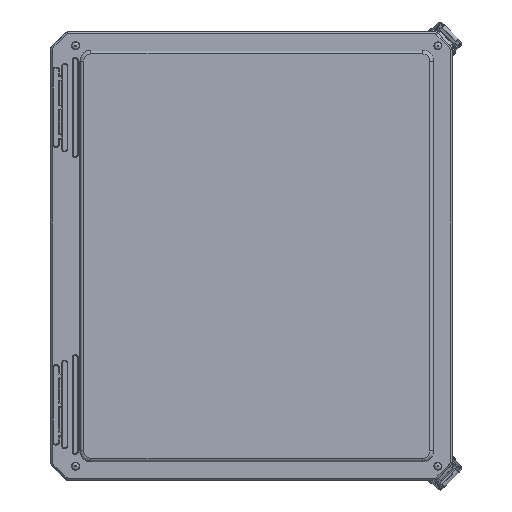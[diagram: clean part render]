
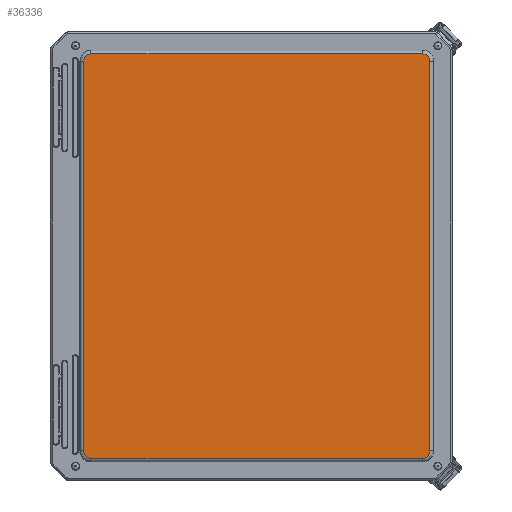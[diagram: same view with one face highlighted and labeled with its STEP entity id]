
A CAD part, top view. The second image highlights one B-rep face of the part: STEP entity #36336.
In plain terms, the highlighted face is planar.
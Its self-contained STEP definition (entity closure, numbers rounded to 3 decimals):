
#1378=ELLIPSE($,#40317,0.25,0.25);
#1381=ELLIPSE($,#40321,0.25,0.25);
#1382=ELLIPSE($,#40327,0.25,0.25);
#1385=ELLIPSE($,#40331,0.25,0.25);
#5100=LINE($,#82473,#7725);
#5102=LINE($,#82626,#7727);
#5105=LINE($,#82633,#7730);
#5107=LINE($,#82781,#7732);
#7725=VECTOR($,#50583,11.433);
#7727=VECTOR($,#50603,13.433);
#7730=VECTOR($,#50610,13.433);
#7732=VECTOR($,#50626,11.433);
#8663=PLANE($,#40337);
#10893=FACE_OUTER_BOUND($,#13273,.T.);
#13273=EDGE_LOOP($,(#33125,#33126,#33127,#33128,#33129,#33130,#33131,#33132));
#17911=VERTEX_POINT($,#82470);
#17912=VERTEX_POINT($,#82472);
#17915=VERTEX_POINT($,#82550);
#17916=VERTEX_POINT($,#82617);
#17919=VERTEX_POINT($,#82624);
#17920=VERTEX_POINT($,#82629);
#17923=VERTEX_POINT($,#82698);
#17924=VERTEX_POINT($,#82774);
#23014=EDGE_CURVE($,#17911,#17912,#5100,.T.);
#23018=EDGE_CURVE($,#17915,#17911,#1378,.T.);
#23022=EDGE_CURVE($,#17912,#17916,#1381,.T.);
#23024=EDGE_CURVE($,#17919,#17915,#5102,.T.);
#23028=EDGE_CURVE($,#17916,#17920,#5105,.T.);
#23030=EDGE_CURVE($,#17923,#17919,#1382,.T.);
#23034=EDGE_CURVE($,#17920,#17924,#1385,.T.);
#23036=EDGE_CURVE($,#17924,#17923,#5107,.T.);
#33125=ORIENTED_EDGE($,*,*,#23014,.F.);
#33126=ORIENTED_EDGE($,*,*,#23018,.F.);
#33127=ORIENTED_EDGE($,*,*,#23024,.F.);
#33128=ORIENTED_EDGE($,*,*,#23030,.F.);
#33129=ORIENTED_EDGE($,*,*,#23036,.F.);
#33130=ORIENTED_EDGE($,*,*,#23034,.F.);
#33131=ORIENTED_EDGE($,*,*,#23028,.F.);
#33132=ORIENTED_EDGE($,*,*,#23022,.F.);
#36336=ADVANCED_FACE($,(#10893),#8663,.F.);
#40317=AXIS2_PLACEMENT_3D($,#82552,#50589,#50590);
#40321=AXIS2_PLACEMENT_3D($,#82621,#50597,#50598);
#40327=AXIS2_PLACEMENT_3D($,#82700,#50613,#50614);
#40331=AXIS2_PLACEMENT_3D($,#82778,#50621,#50622);
#40337=AXIS2_PLACEMENT_3D($,#82791,#50640,#50641);
#50583=DIRECTION($,(1.,0.,0.));
#50589=DIRECTION('center_axis',(0.,0.,1.));
#50590=DIRECTION('ref_axis',(-0.707,-0.707,0.));
#50597=DIRECTION('center_axis',(0.,0.,1.));
#50598=DIRECTION('ref_axis',(0.707,-0.707,0.));
#50603=DIRECTION($,(0.,-1.,0.));
#50610=DIRECTION($,(0.,1.,0.));
#50613=DIRECTION('center_axis',(0.,0.,1.));
#50614=DIRECTION('ref_axis',(-0.707,0.707,0.));
#50621=DIRECTION('center_axis',(0.,0.,1.));
#50622=DIRECTION('ref_axis',(0.707,0.707,0.));
#50626=DIRECTION($,(-1.,0.,0.));
#50640=DIRECTION('center_axis',(0.,0.,1.));
#50641=DIRECTION('ref_axis',(1.,0.,0.));
#82470=CARTESIAN_POINT('',(-5.529,-6.966,0.));
#82472=CARTESIAN_POINT('',(5.904,-6.966,0.));
#82473=CARTESIAN_POINT($,(-5.529,-6.966,0.));
#82550=CARTESIAN_POINT('',(-5.779,-6.716,0.));
#82552=CARTESIAN_POINT('Origin',(-5.529,-6.716,0.));
#82617=CARTESIAN_POINT('',(6.154,-6.716,0.));
#82621=CARTESIAN_POINT('Origin',(5.904,-6.716,0.));
#82624=CARTESIAN_POINT('',(-5.779,6.716,0.));
#82626=CARTESIAN_POINT($,(-5.779,6.716,0.));
#82629=CARTESIAN_POINT('',(6.154,6.716,0.));
#82633=CARTESIAN_POINT($,(6.154,-6.716,0.));
#82698=CARTESIAN_POINT('',(-5.529,6.966,0.));
#82700=CARTESIAN_POINT('Origin',(-5.529,6.716,0.));
#82774=CARTESIAN_POINT('',(5.904,6.966,0.));
#82778=CARTESIAN_POINT('Origin',(5.904,6.716,0.));
#82781=CARTESIAN_POINT($,(5.904,6.966,0.));
#82791=CARTESIAN_POINT('Origin',(0.188,0.,0.));
